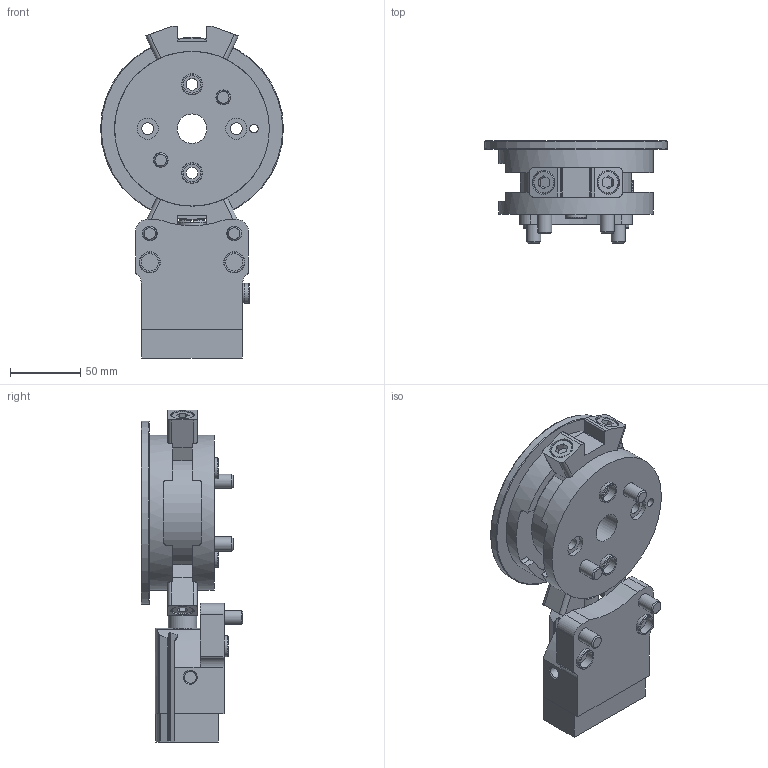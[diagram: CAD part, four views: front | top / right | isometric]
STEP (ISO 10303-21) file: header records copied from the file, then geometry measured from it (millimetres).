
FILE_DESCRIPTION(/* description */ ('STEP AP214'),/* implementation_level */ '2;1');
FILE_NAME(/* name */ '1941568_DADL-EL-Q11-63',/* time_stamp */ '2024-08-12T19:19:55+02:00',/* author */ ('License CC BY-ND 4.0'),/* organization */ ('CADENAS'),/* preprocessor_version */ 'ST-DEVELOPER v19.3',/* originating_system */ 'PARTsolutions',/* authorisation */ ' ');
FILE_SCHEMA (('AUTOMOTIVE_DESIGN {1 0 10303 214 3 1 1}'));
Length unit declared in the file: millimetre
Products named in the file (9): 1941568 DADL-EL-Q11-63---(63_0_0); 1924430 DRRD-63_p; DIN-912 - M10x55(F); 191409 ZBH-15; 1941355 DADL-EC-Q11-63; 1941568 DADL-EL-Q11-63_(zyl); 1764665 DADL-20_(ks); DIN-912 - M10x20(F); 3568 B-1/8
Assembly tree (14 placements, depth 2):
  1941568 DADL-EL-Q11-63---(63_0_0)
    1924430 DRRD-63_p
    DIN-912 - M10x55(F)  x2
    191409 ZBH-15  x4
    1941355 DADL-EC-Q11-63  x2
    1941568 DADL-EL-Q11-63_(zyl)
    1764665 DADL-20_(ks)
    DIN-912 - M10x20(F)  x2
    3568 B-1/8
Bounding box: 130 x 72.5 x 236 mm (x, y, z)
Volume: 681991.1 mm3; surface area: 149426.7 mm2
Topology: 14 solids, 14 shells, 474 faces, 1079 edges, 680 vertices
Faces by surface type: plane 249, cylinder 148, cone 70, torus 7
Full cylindrical faces by diameter (mm): 6 x2, 8.376 x6, 9.728 x1, 9.9 x1, 10 x14, 10.5 x4, 12.4 x4, 12.6 x1, 14 x2, 15 x14, 16 x8, 17 x6, 18 x2, 20 x2, 21 x1, 32 x2, 79 x1, 110 x2, 130 x1
Entity records: 9210 total; most frequent: CARTESIAN_POINT 1768, DIRECTION 1539, ORIENTED_EDGE 1308, EDGE_CURVE 654, AXIS2_PLACEMENT_3D 606, FACE_BOUND 486, EDGE_LOOP 484, VERTEX_POINT 470
